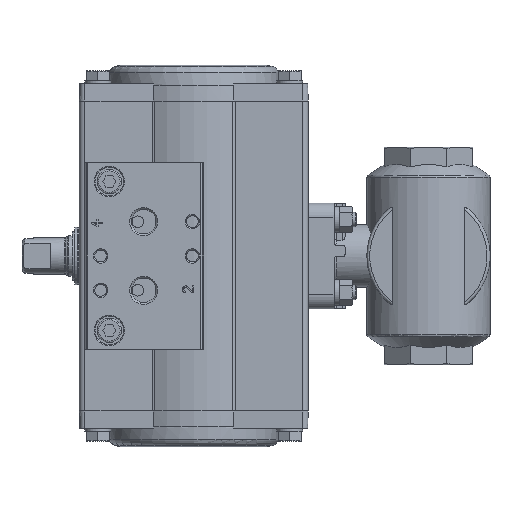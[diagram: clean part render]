
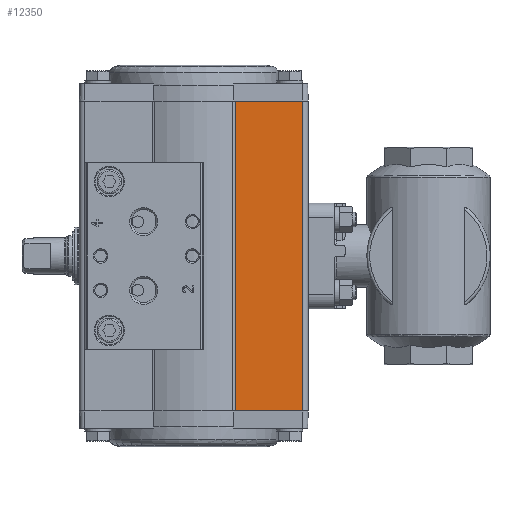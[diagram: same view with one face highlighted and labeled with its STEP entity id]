
A CAD part, left-side view. The second image highlights one B-rep face of the part: STEP entity #12350.
In plain terms, the highlighted face is planar.
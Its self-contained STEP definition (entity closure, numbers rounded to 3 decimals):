
#303=PLANE('',#13471);
#1397=LINE('',#19801,#2127);
#1422=LINE('',#19972,#2152);
#1460=LINE('',#20098,#2190);
#1461=LINE('',#20099,#2191);
#2127=VECTOR('',#15449,1000.);
#2152=VECTOR('',#15516,1000.);
#2190=VECTOR('',#15612,1000.);
#2191=VECTOR('',#15613,1000.);
#3760=ORIENTED_EDGE('',*,*,#6693,.F.);
#3761=ORIENTED_EDGE('',*,*,#6806,.F.);
#3762=ORIENTED_EDGE('',*,*,#6748,.T.);
#3763=ORIENTED_EDGE('',*,*,#6807,.T.);
#6693=EDGE_CURVE('',#8298,#8303,#1397,.T.);
#6748=EDGE_CURVE('',#8332,#8351,#1422,.T.);
#6806=EDGE_CURVE('',#8332,#8298,#1460,.T.);
#6807=EDGE_CURVE('',#8351,#8303,#1461,.T.);
#8298=VERTEX_POINT('',#19782);
#8303=VERTEX_POINT('',#19802);
#8332=VERTEX_POINT('',#19899);
#8351=VERTEX_POINT('',#19971);
#10047=EDGE_LOOP('',(#3760,#3761,#3762,#3763));
#11133=FACE_BOUND('',#10047,.T.);
#12350=ADVANCED_FACE('',(#11133),#303,.F.);
#13471=AXIS2_PLACEMENT_3D('',#20097,#15610,#15611);
#15449=DIRECTION('',(0.,-1.,0.));
#15516=DIRECTION('',(0.,-1.,0.));
#15610=DIRECTION('',(-1.,0.,0.));
#15611=DIRECTION('',(0.,0.,1.));
#15612=DIRECTION('',(0.,0.,-1.));
#15613=DIRECTION('',(0.,0.,-1.));
#19782=CARTESIAN_POINT('',(26.5,-14.552,-54.15));
#19801=CARTESIAN_POINT('',(26.5,40.,-54.15));
#19802=CARTESIAN_POINT('',(26.5,-38.,-54.15));
#19899=CARTESIAN_POINT('',(26.5,-14.552,54.15));
#19971=CARTESIAN_POINT('',(26.5,-38.,54.15));
#19972=CARTESIAN_POINT('',(26.5,40.,54.15));
#20097=CARTESIAN_POINT('',(26.5,14.552,54.15));
#20098=CARTESIAN_POINT('',(26.5,-14.552,54.15));
#20099=CARTESIAN_POINT('',(26.5,-38.,54.25));
